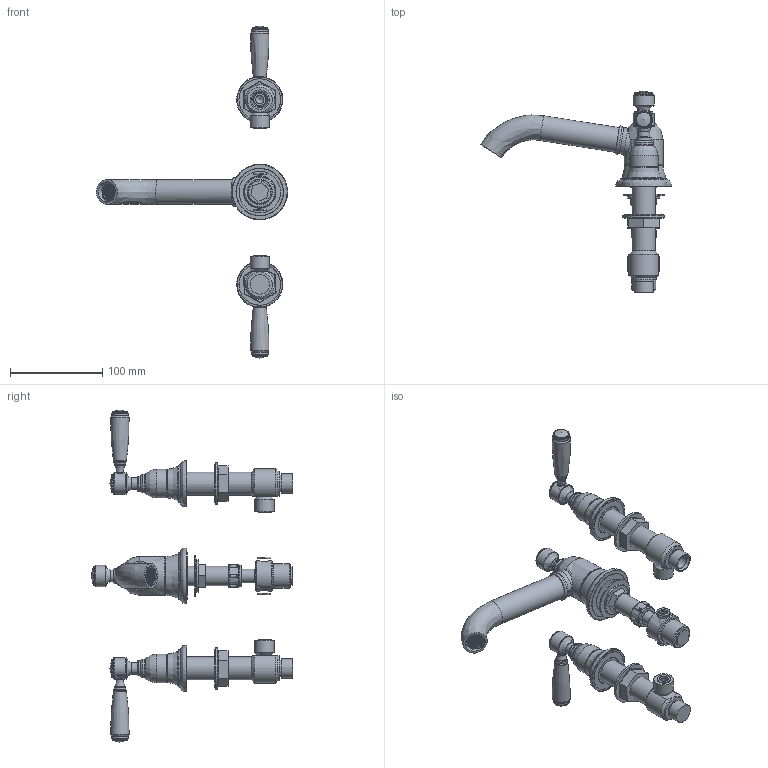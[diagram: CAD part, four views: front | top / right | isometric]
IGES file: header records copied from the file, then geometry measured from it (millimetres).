
Global section: file name: V2K15-M-NP; native system: Autodesk Inventor 2018; preprocessor: unknown; author: aduggalther; date: 20180907.112459; units: millimetre
Bounding box: 206.91 x 218.1 x 359.35 mm (x, y, z)
Volume: 474054 mm3; surface area: 190822.8 mm2
Topology: 57 solids, 58 shells, 2870 faces, 7489 edges, 4985 vertices
Faces by surface type: bspline 2870
